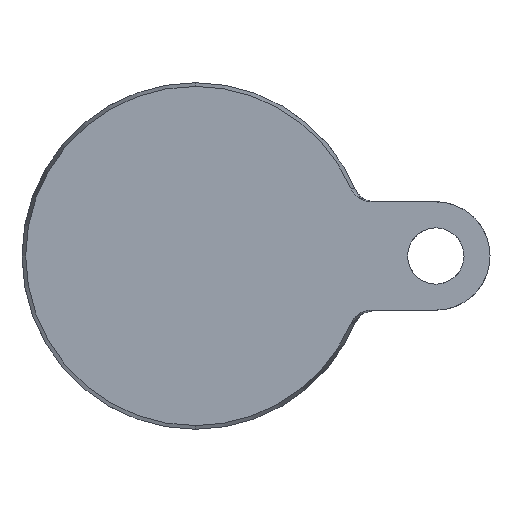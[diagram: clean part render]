
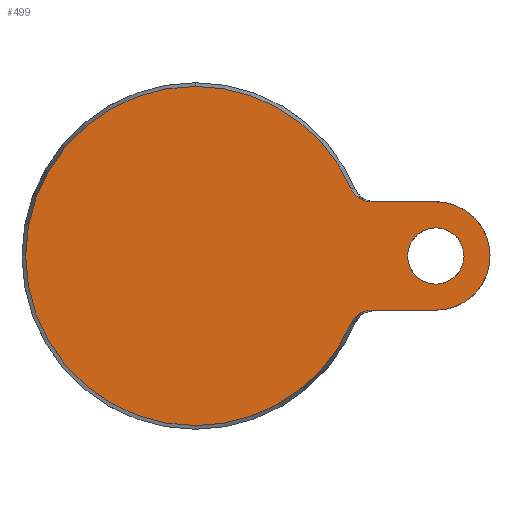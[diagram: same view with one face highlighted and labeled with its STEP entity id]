
A CAD part, front view. The second image highlights one B-rep face of the part: STEP entity #499.
In plain terms, the highlighted planar face has unit normal (0, -1, 0).
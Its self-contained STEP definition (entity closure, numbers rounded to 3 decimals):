
#34 = CARTESIAN_POINT ( 'NONE',  ( 0., 0., -39.143 ) ) ;
#42 = VERTEX_POINT ( 'NONE', #679 ) ;
#52 = EDGE_CURVE ( 'NONE', #1074, #167, #1383, .T. ) ;
#68 = CIRCLE ( 'NONE', #1100, 39.143 ) ;
#82 = DIRECTION ( 'NONE',  ( 0., 0., 1. ) ) ;
#92 = AXIS2_PLACEMENT_3D ( 'NONE', #601, #281, #1051 ) ;
#93 = CARTESIAN_POINT ( 'NONE',  ( 38.897, 0., 12.778 ) ) ;
#96 = CARTESIAN_POINT ( 'NONE',  ( 37.031, 0., -13.929 ) ) ;
#106 = CARTESIAN_POINT ( 'NONE',  ( 38.221, 0., 13.07 ) ) ;
#115 = VECTOR ( 'NONE', #1016, 1000. ) ;
#123 = ORIENTED_EDGE ( 'NONE', *, *, #722, .T. ) ;
#133 = AXIS2_PLACEMENT_3D ( 'NONE', #692, #1332, #1131 ) ;
#148 = VERTEX_POINT ( 'NONE', #270 ) ;
#161 = CARTESIAN_POINT ( 'NONE',  ( 35.928, 0., 15.535 ) ) ;
#167 = VERTEX_POINT ( 'NONE', #1038 ) ;
#196 = B_SPLINE_CURVE_WITH_KNOTS ( 'NONE', 3,
 ( #1043, #325, #846, #93, #730, #106, #319, #516, #1375, #409, #946, #740, #206, #161 ),
 .UNSPECIFIED., .F., .F.,
 ( 4, 2, 2, 2, 2, 2, 4 ),
 ( 0., 0.001, 0.002, 0.003, 0.004, 0.004, 0.006 ),
 .UNSPECIFIED. ) ;
#206 = CARTESIAN_POINT ( 'NONE',  ( 36.124, 0., 15.081 ) ) ;
#220 = CIRCLE ( 'NONE', #1117, 39.143 ) ;
#221 = DIRECTION ( 'NONE',  ( 0., -1., 0. ) ) ;
#235 = AXIS2_PLACEMENT_3D ( 'NONE', #1306, #780, #465 ) ;
#258 = EDGE_CURVE ( 'NONE', #815, #733, #68, .T. ) ;
#270 = CARTESIAN_POINT ( 'NONE',  ( 55.5, 0., 6.5 ) ) ;
#281 = DIRECTION ( 'NONE',  ( 0., 1., 0. ) ) ;
#288 = DIRECTION ( 'NONE',  ( 0., 1., 0. ) ) ;
#310 = AXIS2_PLACEMENT_3D ( 'NONE', #712, #288, #82 ) ;
#311 = DIRECTION ( 'NONE',  ( 0., -1., 0. ) ) ;
#319 = CARTESIAN_POINT ( 'NONE',  ( 38.008, 0., 13.187 ) ) ;
#325 = CARTESIAN_POINT ( 'NONE',  ( 40.085, 0., 12.5 ) ) ;
#339 = CARTESIAN_POINT ( 'NONE',  ( 39.592, 0., -12.572 ) ) ;
#340 = EDGE_CURVE ( 'NONE', #733, #42, #362, .T. ) ;
#353 = EDGE_CURVE ( 'NONE', #1006, #42, #661, .T. ) ;
#362 = B_SPLINE_CURVE_WITH_KNOTS ( 'NONE', 3,
 ( #1155, #1046, #523, #1382, #96, #1178, #417, #840, #1279, #470, #779, #339, #1204, #785 ),
 .UNSPECIFIED., .F., .F.,
 ( 4, 2, 2, 2, 2, 2, 4 ),
 ( 0., 0.001, 0.002, 0.003, 0.004, 0.004, 0.006 ),
 .UNSPECIFIED. ) ;
#391 = VERTEX_POINT ( 'NONE', #1093 ) ;
#409 = CARTESIAN_POINT ( 'NONE',  ( 37.032, 0., 13.927 ) ) ;
#417 = CARTESIAN_POINT ( 'NONE',  ( 37.591, 0., -13.458 ) ) ;
#435 = EDGE_LOOP ( 'NONE', ( #771, #789, #1135, #123, #1132, #1339, #1347, #1196 ) ) ;
#465 = DIRECTION ( 'NONE',  ( 0., 0., -1. ) ) ;
#470 = CARTESIAN_POINT ( 'NONE',  ( 38.663, 0., -12.866 ) ) ;
#499 = ADVANCED_FACE ( 'NONE', ( #818, #1008 ), #699, .F. ) ;
#514 = ORIENTED_EDGE ( 'NONE', *, *, #989, .T. ) ;
#516 = CARTESIAN_POINT ( 'NONE',  ( 37.598, 0., 13.453 ) ) ;
#523 = CARTESIAN_POINT ( 'NONE',  ( 36.381, 0., -14.668 ) ) ;
#536 = CARTESIAN_POINT ( 'NONE',  ( 55.5, 0., -6.5 ) ) ;
#596 = AXIS2_PLACEMENT_3D ( 'NONE', #1327, #1133, #1147 ) ;
#601 = CARTESIAN_POINT ( 'NONE',  ( 55.5, 0., 0. ) ) ;
#627 = CARTESIAN_POINT ( 'NONE',  ( 55.5, 0., 12.5 ) ) ;
#637 = VERTEX_POINT ( 'NONE', #627 ) ;
#652 = ORIENTED_EDGE ( 'NONE', *, *, #888, .T. ) ;
#656 = VERTEX_POINT ( 'NONE', #536 ) ;
#661 = LINE ( 'NONE', #767, #1044 ) ;
#679 = CARTESIAN_POINT ( 'NONE',  ( 40.579, 0., -12.5 ) ) ;
#685 = CIRCLE ( 'NONE', #133, 12.5 ) ;
#692 = CARTESIAN_POINT ( 'NONE',  ( 55.5, 0., 0. ) ) ;
#699 = PLANE ( 'NONE',  #596 ) ;
#712 = CARTESIAN_POINT ( 'NONE',  ( 55.5, 0., 0. ) ) ;
#722 = EDGE_CURVE ( 'NONE', #167, #815, #220, .T. ) ;
#729 = EDGE_CURVE ( 'NONE', #391, #1074, #196, .T. ) ;
#730 = CARTESIAN_POINT ( 'NONE',  ( 38.665, 0., 12.866 ) ) ;
#733 = VERTEX_POINT ( 'NONE', #795 ) ;
#740 = CARTESIAN_POINT ( 'NONE',  ( 36.388, 0., 14.659 ) ) ;
#741 = DIRECTION ( 'NONE',  ( 0., 0., -1. ) ) ;
#767 = CARTESIAN_POINT ( 'NONE',  ( 15., 0., -12.5 ) ) ;
#771 = ORIENTED_EDGE ( 'NONE', *, *, #1371, .F. ) ;
#779 = CARTESIAN_POINT ( 'NONE',  ( 38.891, 0., -12.781 ) ) ;
#780 = DIRECTION ( 'NONE',  ( 0., -1., 0. ) ) ;
#785 = CARTESIAN_POINT ( 'NONE',  ( 40.579, 0., -12.5 ) ) ;
#789 = ORIENTED_EDGE ( 'NONE', *, *, #729, .T. ) ;
#795 = CARTESIAN_POINT ( 'NONE',  ( 35.928, 0., -15.535 ) ) ;
#799 = CIRCLE ( 'NONE', #92, 6.5 ) ;
#813 = EDGE_CURVE ( 'NONE', #637, #1006, #685, .T. ) ;
#815 = VERTEX_POINT ( 'NONE', #34 ) ;
#818 = FACE_OUTER_BOUND ( 'NONE', #435, .T. ) ;
#836 = CARTESIAN_POINT ( 'NONE',  ( 0., 0., 0. ) ) ;
#840 = CARTESIAN_POINT ( 'NONE',  ( 38., 0., -13.192 ) ) ;
#846 = CARTESIAN_POINT ( 'NONE',  ( 39.603, 0., 12.57 ) ) ;
#887 = DIRECTION ( 'NONE',  ( -1., 0., 0. ) ) ;
#888 = EDGE_CURVE ( 'NONE', #656, #148, #1116, .T. ) ;
#920 = LINE ( 'NONE', #1047, #115 ) ;
#946 = CARTESIAN_POINT ( 'NONE',  ( 36.861, 0., 14.101 ) ) ;
#989 = EDGE_CURVE ( 'NONE', #148, #656, #799, .T. ) ;
#1006 = VERTEX_POINT ( 'NONE', #1259 ) ;
#1008 = FACE_BOUND ( 'NONE', #1241, .T. ) ;
#1016 = DIRECTION ( 'NONE',  ( 1., 0., 0. ) ) ;
#1038 = CARTESIAN_POINT ( 'NONE',  ( 0., 0., 39.143 ) ) ;
#1043 = CARTESIAN_POINT ( 'NONE',  ( 40.579, 0., 12.5 ) ) ;
#1044 = VECTOR ( 'NONE', #887, 1000. ) ;
#1046 = CARTESIAN_POINT ( 'NONE',  ( 36.124, 0., -15.081 ) ) ;
#1047 = CARTESIAN_POINT ( 'NONE',  ( 15., 0., 12.5 ) ) ;
#1051 = DIRECTION ( 'NONE',  ( 0., 0., 1. ) ) ;
#1061 = CARTESIAN_POINT ( 'NONE',  ( 0., 0., 0. ) ) ;
#1068 = DIRECTION ( 'NONE',  ( 0., 0., -1. ) ) ;
#1074 = VERTEX_POINT ( 'NONE', #1294 ) ;
#1093 = CARTESIAN_POINT ( 'NONE',  ( 40.579, 0., 12.5 ) ) ;
#1100 = AXIS2_PLACEMENT_3D ( 'NONE', #836, #221, #741 ) ;
#1116 = CIRCLE ( 'NONE', #310, 6.5 ) ;
#1117 = AXIS2_PLACEMENT_3D ( 'NONE', #1061, #311, #1068 ) ;
#1131 = DIRECTION ( 'NONE',  ( 0., 0., -1. ) ) ;
#1132 = ORIENTED_EDGE ( 'NONE', *, *, #258, .T. ) ;
#1133 = DIRECTION ( 'NONE',  ( 0., 1., 0. ) ) ;
#1135 = ORIENTED_EDGE ( 'NONE', *, *, #52, .T. ) ;
#1147 = DIRECTION ( 'NONE',  ( 0., 0., 1. ) ) ;
#1155 = CARTESIAN_POINT ( 'NONE',  ( 35.928, 0., -15.535 ) ) ;
#1178 = CARTESIAN_POINT ( 'NONE',  ( 37.397, 0., -13.606 ) ) ;
#1196 = ORIENTED_EDGE ( 'NONE', *, *, #813, .F. ) ;
#1204 = CARTESIAN_POINT ( 'NONE',  ( 40.085, 0., -12.5 ) ) ;
#1241 = EDGE_LOOP ( 'NONE', ( #652, #514 ) ) ;
#1259 = CARTESIAN_POINT ( 'NONE',  ( 55.5, 0., -12.5 ) ) ;
#1279 = CARTESIAN_POINT ( 'NONE',  ( 38.218, 0., -13.072 ) ) ;
#1294 = CARTESIAN_POINT ( 'NONE',  ( 35.928, 0., 15.535 ) ) ;
#1306 = CARTESIAN_POINT ( 'NONE',  ( 0., 0., 0. ) ) ;
#1327 = CARTESIAN_POINT ( 'NONE',  ( -39.143, 0., 0. ) ) ;
#1332 = DIRECTION ( 'NONE',  ( 0., 1., 0. ) ) ;
#1339 = ORIENTED_EDGE ( 'NONE', *, *, #340, .T. ) ;
#1347 = ORIENTED_EDGE ( 'NONE', *, *, #353, .F. ) ;
#1371 = EDGE_CURVE ( 'NONE', #391, #637, #920, .T. ) ;
#1375 = CARTESIAN_POINT ( 'NONE',  ( 37.4, 0., 13.603 ) ) ;
#1382 = CARTESIAN_POINT ( 'NONE',  ( 36.857, 0., -14.106 ) ) ;
#1383 = CIRCLE ( 'NONE', #235, 39.143 ) ;
